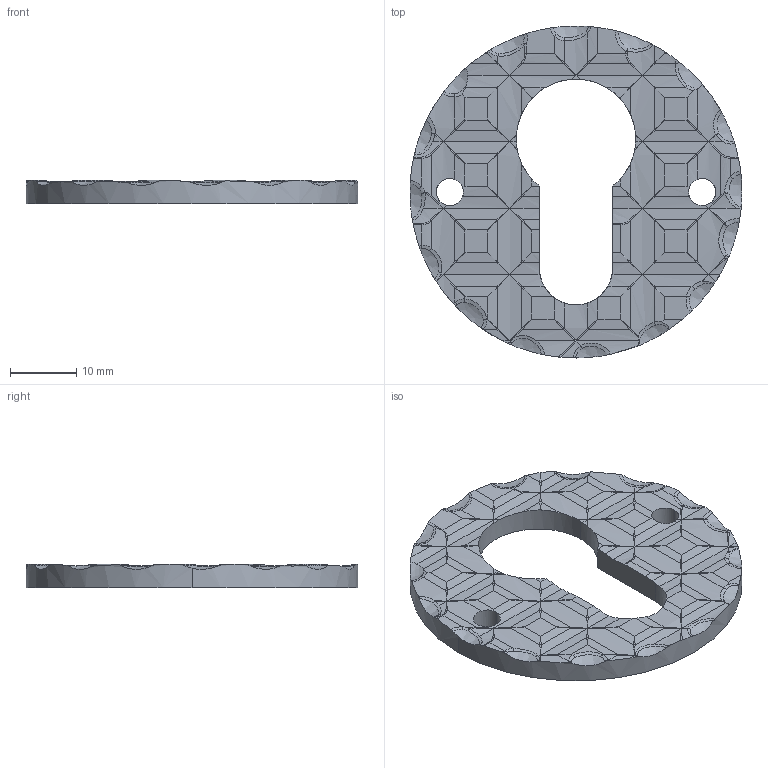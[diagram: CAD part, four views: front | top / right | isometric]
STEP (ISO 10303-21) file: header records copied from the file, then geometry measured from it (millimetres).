
FILE_DESCRIPTION (( 'STEP AP203' ), '1' );
FILE_NAME ('8152.STEP', '2016-05-09T07:41:54', ( '' ), ( '' ), 'SwSTEP 2.0', 'SolidWorks 2015', '' );
FILE_SCHEMA (( 'CONFIG_CONTROL_DESIGN' ));
Length unit declared in the file: millimetre
Products named in the file (1): 8152
Bounding box: 50 x 50 x 3.5 mm (x, y, z)
Volume: 5044 mm3; surface area: 3918.7 mm2
Topology: 1 solids, 1 shells, 539 faces, 1376 edges, 744 vertices
Faces by surface type: bspline 268, cylinder 154, plane 117
Entity records: 22955 total; most frequent: CARTESIAN_POINT 12963, ORIENTED_EDGE 2534, EDGE_CURVE 1267, DIRECTION 1255, VERTEX_POINT 744, B_SPLINE_CURVE_WITH_KNOTS 642, EDGE_LOOP 559, FACE_OUTER_BOUND 539
